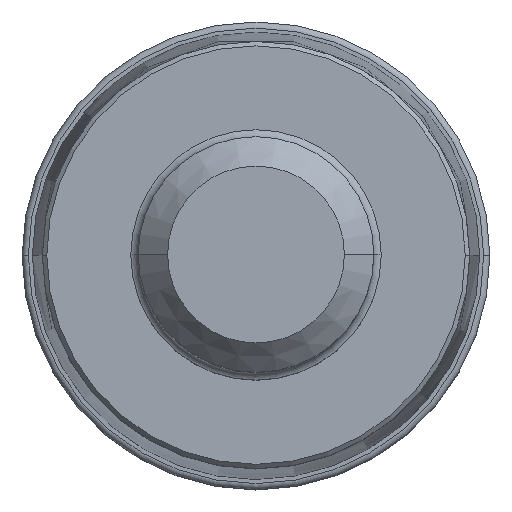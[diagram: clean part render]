
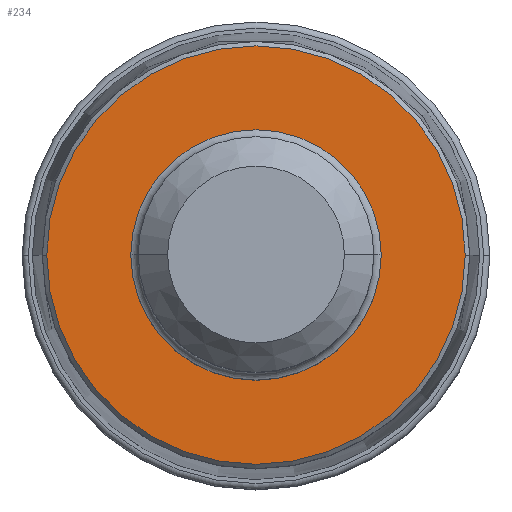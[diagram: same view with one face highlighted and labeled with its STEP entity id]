
A CAD part, top view. The second image highlights one B-rep face of the part: STEP entity #234.
In plain terms, the highlighted planar face has unit normal (0, 0, 1).
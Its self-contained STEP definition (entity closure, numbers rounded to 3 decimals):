
#63=PLANE('',#2514);
#73=FACE_BOUND('',#607,.T.);
#74=FACE_BOUND('',#608,.T.);
#234=ADVANCED_FACE('',(#73,#74),#63,.F.);
#607=EDGE_LOOP('',(#1112,#1113));
#608=EDGE_LOOP('',(#1114,#1115));
#1112=ORIENTED_EDGE('',*,*,#1578,.F.);
#1113=ORIENTED_EDGE('',*,*,#1581,.F.);
#1114=ORIENTED_EDGE('',*,*,#1582,.F.);
#1115=ORIENTED_EDGE('',*,*,#1583,.F.);
#1318=VERTEX_POINT('',#4842);
#1319=VERTEX_POINT('',#4843);
#1320=VERTEX_POINT('',#4850);
#1321=VERTEX_POINT('',#4851);
#1578=EDGE_CURVE('',#1318,#1319,#1924,.T.);
#1581=EDGE_CURVE('',#1319,#1318,#1925,.T.);
#1582=EDGE_CURVE('',#1320,#1321,#1926,.T.);
#1583=EDGE_CURVE('',#1321,#1320,#1927,.T.);
#1924=CIRCLE('',#2508,14.2);
#1925=CIRCLE('',#2510,14.2);
#1926=CIRCLE('',#2512,8.5);
#1927=CIRCLE('',#2513,8.5);
#2508=AXIS2_PLACEMENT_3D('',#4841,#3084,#3085);
#2510=AXIS2_PLACEMENT_3D('',#4847,#3090,#3091);
#2512=AXIS2_PLACEMENT_3D('',#4849,#3094,#3095);
#2513=AXIS2_PLACEMENT_3D('',#4852,#3096,#3097);
#2514=AXIS2_PLACEMENT_3D('',#4853,#3098,#3099);
#3084=DIRECTION('',(0.,0.,-1.));
#3085=DIRECTION('',(-1.,0.,0.));
#3090=DIRECTION('',(0.,0.,-1.));
#3091=DIRECTION('',(1.,0.,0.));
#3094=DIRECTION('',(0.,0.,1.));
#3095=DIRECTION('',(-1.,0.,0.));
#3096=DIRECTION('',(0.,0.,1.));
#3097=DIRECTION('',(1.,0.,0.));
#3098=DIRECTION('',(0.,0.,-1.));
#3099=DIRECTION('',(1.,0.,0.));
#4841=CARTESIAN_POINT('',(0.,0.,0.));
#4842=CARTESIAN_POINT('',(-14.2,0.,0.));
#4843=CARTESIAN_POINT('',(14.2,0.,0.));
#4847=CARTESIAN_POINT('',(0.,0.,0.));
#4849=CARTESIAN_POINT('',(0.,0.,0.));
#4850=CARTESIAN_POINT('',(-8.5,0.,0.));
#4851=CARTESIAN_POINT('',(8.5,0.,0.));
#4852=CARTESIAN_POINT('',(0.,0.,0.));
#4853=CARTESIAN_POINT('',(0.,0.,0.));
